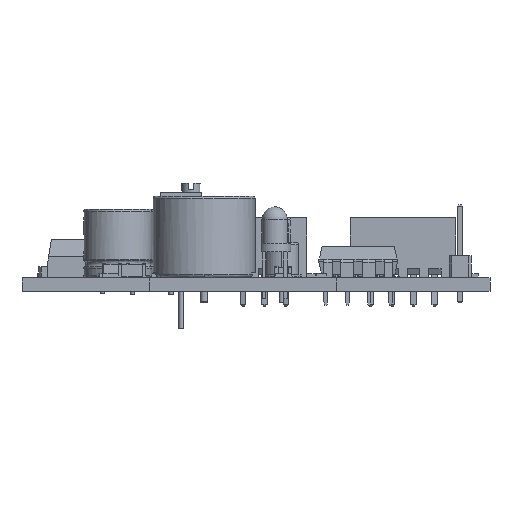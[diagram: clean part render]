
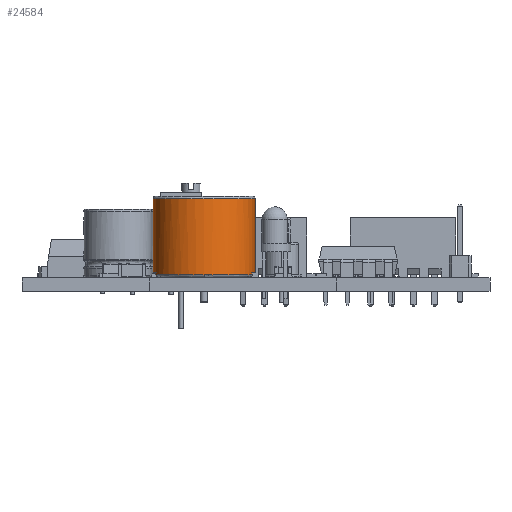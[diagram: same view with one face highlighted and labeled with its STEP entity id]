
A CAD part, front view. The second image highlights one B-rep face of the part: STEP entity #24584.
In plain terms, the highlighted cylindrical face has radius 6 mm (diameter 12 mm), a full revolution.
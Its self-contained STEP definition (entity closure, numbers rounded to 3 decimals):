
#24584 = ADVANCED_FACE('',(#24585),#24680,.T.);
#24585 = FACE_BOUND('',#24586,.T.);
#24586 = EDGE_LOOP('',(#24587,#24597,#24606,#24614,#24623,#24631,#24640,
    #24648,#24657,#24665,#24672,#24673));
#24587 = ORIENTED_EDGE('',*,*,#24588,.F.);
#24588 = EDGE_CURVE('',#24589,#24591,#24593,.T.);
#24589 = VERTEX_POINT('',#24590);
#24590 = CARTESIAN_POINT('',(5.8,5.657,0.53));
#24591 = VERTEX_POINT('',#24592);
#24592 = CARTESIAN_POINT('',(5.8,5.657,0.33));
#24593 = LINE('',#24594,#24595);
#24594 = CARTESIAN_POINT('',(5.8,5.657,0.03));
#24595 = VECTOR('',#24596,1.);
#24596 = DIRECTION('',(-0.,-0.,-1.));
#24597 = ORIENTED_EDGE('',*,*,#24598,.F.);
#24598 = EDGE_CURVE('',#24599,#24589,#24601,.T.);
#24599 = VERTEX_POINT('',#24600);
#24600 = CARTESIAN_POINT('',(1.8,5.657,0.53));
#24601 = CIRCLE('',#24602,6.);
#24602 = AXIS2_PLACEMENT_3D('',#24603,#24604,#24605);
#24603 = CARTESIAN_POINT('',(3.8,0.,0.53));
#24604 = DIRECTION('',(0.,0.,-1.));
#24605 = DIRECTION('',(1.,0.,0.));
#24606 = ORIENTED_EDGE('',*,*,#24607,.T.);
#24607 = EDGE_CURVE('',#24599,#24608,#24610,.T.);
#24608 = VERTEX_POINT('',#24609);
#24609 = CARTESIAN_POINT('',(1.8,5.657,0.33));
#24610 = LINE('',#24611,#24612);
#24611 = CARTESIAN_POINT('',(1.8,5.657,0.03));
#24612 = VECTOR('',#24613,1.);
#24613 = DIRECTION('',(-0.,-0.,-1.));
#24614 = ORIENTED_EDGE('',*,*,#24615,.T.);
#24615 = EDGE_CURVE('',#24608,#24616,#24618,.T.);
#24616 = VERTEX_POINT('',#24617);
#24617 = CARTESIAN_POINT('',(1.8,-5.657,0.33));
#24618 = CIRCLE('',#24619,6.);
#24619 = AXIS2_PLACEMENT_3D('',#24620,#24621,#24622);
#24620 = CARTESIAN_POINT('',(3.8,0.,0.33));
#24621 = DIRECTION('',(0.,0.,1.));
#24622 = DIRECTION('',(1.,0.,0.));
#24623 = ORIENTED_EDGE('',*,*,#24624,.F.);
#24624 = EDGE_CURVE('',#24625,#24616,#24627,.T.);
#24625 = VERTEX_POINT('',#24626);
#24626 = CARTESIAN_POINT('',(1.8,-5.657,0.53));
#24627 = LINE('',#24628,#24629);
#24628 = CARTESIAN_POINT('',(1.8,-5.657,0.03));
#24629 = VECTOR('',#24630,1.);
#24630 = DIRECTION('',(-0.,-0.,-1.));
#24631 = ORIENTED_EDGE('',*,*,#24632,.F.);
#24632 = EDGE_CURVE('',#24633,#24625,#24635,.T.);
#24633 = VERTEX_POINT('',#24634);
#24634 = CARTESIAN_POINT('',(5.8,-5.657,0.53));
#24635 = CIRCLE('',#24636,6.);
#24636 = AXIS2_PLACEMENT_3D('',#24637,#24638,#24639);
#24637 = CARTESIAN_POINT('',(3.8,0.,0.53));
#24638 = DIRECTION('',(0.,0.,-1.));
#24639 = DIRECTION('',(1.,0.,0.));
#24640 = ORIENTED_EDGE('',*,*,#24641,.T.);
#24641 = EDGE_CURVE('',#24633,#24642,#24644,.T.);
#24642 = VERTEX_POINT('',#24643);
#24643 = CARTESIAN_POINT('',(5.8,-5.657,0.33));
#24644 = LINE('',#24645,#24646);
#24645 = CARTESIAN_POINT('',(5.8,-5.657,0.03));
#24646 = VECTOR('',#24647,1.);
#24647 = DIRECTION('',(-0.,-0.,-1.));
#24648 = ORIENTED_EDGE('',*,*,#24649,.T.);
#24649 = EDGE_CURVE('',#24642,#24650,#24652,.T.);
#24650 = VERTEX_POINT('',#24651);
#24651 = CARTESIAN_POINT('',(9.8,0.,0.33));
#24652 = CIRCLE('',#24653,6.);
#24653 = AXIS2_PLACEMENT_3D('',#24654,#24655,#24656);
#24654 = CARTESIAN_POINT('',(3.8,0.,0.33));
#24655 = DIRECTION('',(0.,0.,1.));
#24656 = DIRECTION('',(1.,0.,0.));
#24657 = ORIENTED_EDGE('',*,*,#24658,.T.);
#24658 = EDGE_CURVE('',#24650,#24659,#24661,.T.);
#24659 = VERTEX_POINT('',#24660);
#24660 = CARTESIAN_POINT('',(9.8,0.,9.23));
#24661 = LINE('',#24662,#24663);
#24662 = CARTESIAN_POINT('',(9.8,0.,0.03));
#24663 = VECTOR('',#24664,1.);
#24664 = DIRECTION('',(0.,0.,1.));
#24665 = ORIENTED_EDGE('',*,*,#24666,.F.);
#24666 = EDGE_CURVE('',#24659,#24659,#24667,.T.);
#24667 = CIRCLE('',#24668,6.);
#24668 = AXIS2_PLACEMENT_3D('',#24669,#24670,#24671);
#24669 = CARTESIAN_POINT('',(3.8,0.,9.23));
#24670 = DIRECTION('',(0.,0.,1.));
#24671 = DIRECTION('',(1.,0.,0.));
#24672 = ORIENTED_EDGE('',*,*,#24658,.F.);
#24673 = ORIENTED_EDGE('',*,*,#24674,.T.);
#24674 = EDGE_CURVE('',#24650,#24591,#24675,.T.);
#24675 = CIRCLE('',#24676,6.);
#24676 = AXIS2_PLACEMENT_3D('',#24677,#24678,#24679);
#24677 = CARTESIAN_POINT('',(3.8,0.,0.33));
#24678 = DIRECTION('',(0.,0.,1.));
#24679 = DIRECTION('',(1.,0.,0.));
#24680 = CYLINDRICAL_SURFACE('',#24681,6.);
#24681 = AXIS2_PLACEMENT_3D('',#24682,#24683,#24684);
#24682 = CARTESIAN_POINT('',(3.8,0.,0.03));
#24683 = DIRECTION('',(-0.,-0.,-1.));
#24684 = DIRECTION('',(1.,0.,0.));
